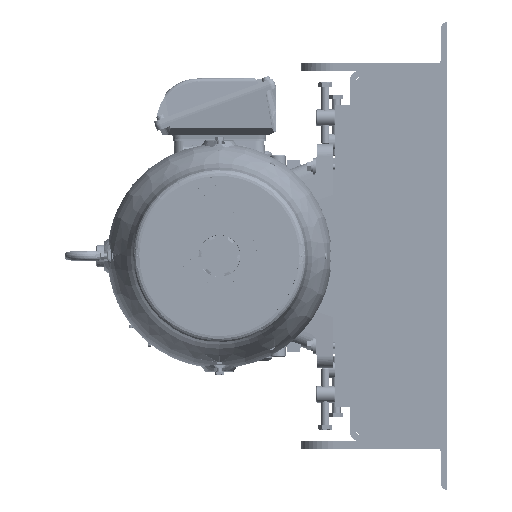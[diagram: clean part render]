
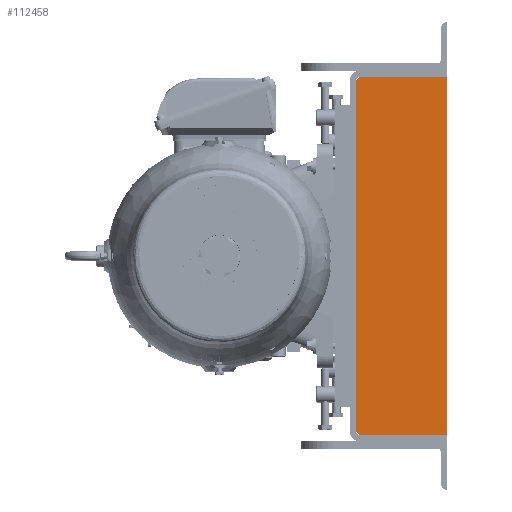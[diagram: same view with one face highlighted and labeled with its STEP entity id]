
A CAD part, left-side view. The second image highlights one B-rep face of the part: STEP entity #112458.
In plain terms, the highlighted planar face has unit normal (-1, 0, 0).
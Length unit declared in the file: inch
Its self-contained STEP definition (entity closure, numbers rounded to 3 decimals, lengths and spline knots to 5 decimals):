
#7989 = CARTESIAN_POINT ( 'NONE',  ( 0., 5.54167, -0.54167 ) ) ;
#18108 = CARTESIAN_POINT ( 'NONE',  ( 0., 5.45833, -22.29167 ) ) ;
#18854 = B_SPLINE_CURVE_WITH_KNOTS ( 'NONE', 3,
 ( #35892, #244822, #312541, #171336 ),
 .UNSPECIFIED., .F., .F.,
 ( 4, 4 ),
 ( 0., 1. ),
 .UNSPECIFIED. ) ;
#29234 = CARTESIAN_POINT ( 'NONE',  ( 0., 0., -7.70833 ) ) ;
#35892 = CARTESIAN_POINT ( 'NONE',  ( 0., 0., -0.375 ) ) ;
#40160 = CARTESIAN_POINT ( 'NONE',  ( 0., 1.79167, -22.375 ) ) ;
#41799 = EDGE_CURVE ( 'NONE', #343674, #189303, #118596, .T. ) ;
#43160 = CARTESIAN_POINT ( 'NONE',  ( 0., 5.625, -14.95833 ) ) ;
#47087 = CARTESIAN_POINT ( 'NONE',  ( 0., 5.625, -0.625 ) ) ;
#47273 = B_SPLINE_CURVE_WITH_KNOTS ( 'NONE', 3,
 ( #120385, #224019, #18108, #396898 ),
 .UNSPECIFIED., .F., .F.,
 ( 4, 4 ),
 ( 0., 1. ),
 .UNSPECIFIED. ) ;
#59211 = EDGE_CURVE ( 'NONE', #294746, #117607, #349490, .T. ) ;
#74167 = CARTESIAN_POINT ( 'NONE',  ( 0., 5.375, -0.375 ) ) ;
#77152 = CARTESIAN_POINT ( 'NONE',  ( 0., 5.45833, -0.45833 ) ) ;
#95575 = EDGE_CURVE ( 'NONE', #117607, #340012, #324104, .T. ) ;
#112458 = ADVANCED_FACE ( 'NONE', ( #441952 ), #200299, .T. ) ;
#117607 = VERTEX_POINT ( 'NONE', #219286 ) ;
#118596 = B_SPLINE_CURVE_WITH_KNOTS ( 'NONE', 3,
 ( #437160, #237369, #43160, #175607 ),
 .UNSPECIFIED., .F., .F.,
 ( 4, 4 ),
 ( 0., 1. ),
 .UNSPECIFIED. ) ;
#120385 = CARTESIAN_POINT ( 'NONE',  ( 0., 5.625, -22.125 ) ) ;
#125490 = CARTESIAN_POINT ( 'NONE',  ( 0., 0., -0.375 ) ) ;
#145470 = CARTESIAN_POINT ( 'NONE',  ( 0., 0., -22.375 ) ) ;
#156097 = CARTESIAN_POINT ( 'NONE',  ( 0., 5.625, -22.125 ) ) ;
#171336 = CARTESIAN_POINT ( 'NONE',  ( 0., 5.375, -0.375 ) ) ;
#175607 = CARTESIAN_POINT ( 'NONE',  ( 0., 5.625, -22.125 ) ) ;
#189303 = VERTEX_POINT ( 'NONE', #156097 ) ;
#193065 = CARTESIAN_POINT ( 'NONE',  ( 0., 0., -15.04167 ) ) ;
#200299 = PLANE ( 'NONE',  #363920 ) ;
#206999 = CARTESIAN_POINT ( 'NONE',  ( 0., 5.375, -22.375 ) ) ;
#208777 = VERTEX_POINT ( 'NONE', #338949 ) ;
#219286 = CARTESIAN_POINT ( 'NONE',  ( 0., 0., -22.375 ) ) ;
#224019 = CARTESIAN_POINT ( 'NONE',  ( 0., 5.54167, -22.20833 ) ) ;
#237369 = CARTESIAN_POINT ( 'NONE',  ( 0., 5.625, -7.79167 ) ) ;
#237786 = ORIENTED_EDGE ( 'NONE', *, *, #378825, .T. ) ;
#244822 = CARTESIAN_POINT ( 'NONE',  ( 0., 1.79167, -0.375 ) ) ;
#263786 = EDGE_CURVE ( 'NONE', #208777, #343674, #358134, .T. ) ;
#270941 = DIRECTION ( 'NONE',  ( -1., 0., 0. ) ) ;
#280301 = CARTESIAN_POINT ( 'NONE',  ( 0., 5.625, -0.625 ) ) ;
#294746 = VERTEX_POINT ( 'NONE', #206999 ) ;
#312541 = CARTESIAN_POINT ( 'NONE',  ( 0., 3.58333, -0.375 ) ) ;
#324104 = B_SPLINE_CURVE_WITH_KNOTS ( 'NONE', 3,
 ( #362845, #193065, #29234, #430535 ),
 .UNSPECIFIED., .F., .F.,
 ( 4, 4 ),
 ( 0., 1. ),
 .UNSPECIFIED. ) ;
#325512 = ORIENTED_EDGE ( 'NONE', *, *, #263786, .T. ) ;
#328422 = ORIENTED_EDGE ( 'NONE', *, *, #381192, .T. ) ;
#338949 = CARTESIAN_POINT ( 'NONE',  ( 0., 5.375, -0.375 ) ) ;
#340012 = VERTEX_POINT ( 'NONE', #125490 ) ;
#343674 = VERTEX_POINT ( 'NONE', #47087 ) ;
#347513 = ORIENTED_EDGE ( 'NONE', *, *, #59211, .T. ) ;
#349490 = B_SPLINE_CURVE_WITH_KNOTS ( 'NONE', 3,
 ( #385835, #414601, #40160, #145470 ),
 .UNSPECIFIED., .F., .F.,
 ( 4, 4 ),
 ( 0., 1. ),
 .UNSPECIFIED. ) ;
#356292 = EDGE_LOOP ( 'NONE', ( #325512, #357691, #328422, #347513, #357164, #237786 ) ) ;
#357164 = ORIENTED_EDGE ( 'NONE', *, *, #95575, .T. ) ;
#357691 = ORIENTED_EDGE ( 'NONE', *, *, #41799, .T. ) ;
#358134 = B_SPLINE_CURVE_WITH_KNOTS ( 'NONE', 3,
 ( #74167, #77152, #7989, #280301 ),
 .UNSPECIFIED., .F., .F.,
 ( 4, 4 ),
 ( 0., 1. ),
 .UNSPECIFIED. ) ;
#362845 = CARTESIAN_POINT ( 'NONE',  ( 0., 0., -22.375 ) ) ;
#363920 = AXIS2_PLACEMENT_3D ( 'NONE', #374511, #270941, #406164 ) ;
#374511 = CARTESIAN_POINT ( 'NONE',  ( 0., -0.96395, 0. ) ) ;
#378825 = EDGE_CURVE ( 'NONE', #340012, #208777, #18854, .T. ) ;
#381192 = EDGE_CURVE ( 'NONE', #189303, #294746, #47273, .T. ) ;
#385835 = CARTESIAN_POINT ( 'NONE',  ( 0., 5.375, -22.375 ) ) ;
#396898 = CARTESIAN_POINT ( 'NONE',  ( 0., 5.375, -22.375 ) ) ;
#406164 = DIRECTION ( 'NONE',  ( 0., 0., 1. ) ) ;
#414601 = CARTESIAN_POINT ( 'NONE',  ( 0., 3.58333, -22.375 ) ) ;
#430535 = CARTESIAN_POINT ( 'NONE',  ( 0., 0., -0.375 ) ) ;
#437160 = CARTESIAN_POINT ( 'NONE',  ( 0., 5.625, -0.625 ) ) ;
#441952 = FACE_OUTER_BOUND ( 'NONE', #356292, .T. ) ;
